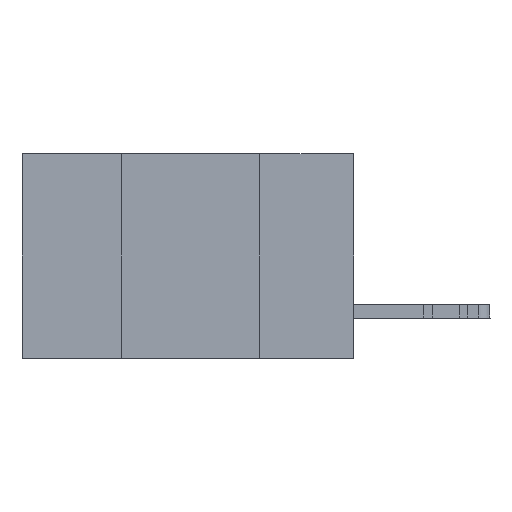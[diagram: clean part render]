
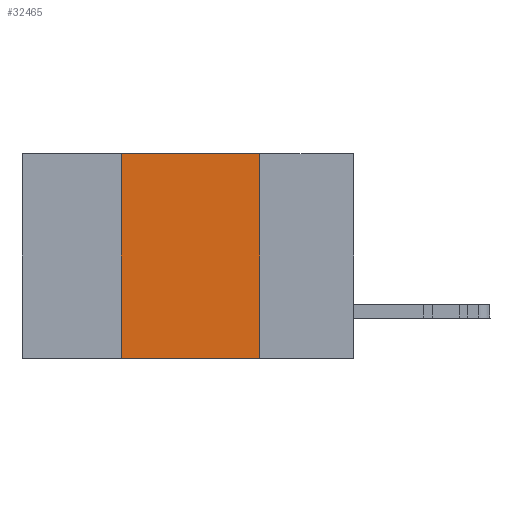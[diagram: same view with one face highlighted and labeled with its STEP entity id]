
A CAD part, left-side view. The second image highlights one B-rep face of the part: STEP entity #32465.
In plain terms, the highlighted planar face has unit normal (-1, 0, 0).
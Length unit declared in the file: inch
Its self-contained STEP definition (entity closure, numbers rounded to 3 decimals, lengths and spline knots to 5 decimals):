
#488 = CARTESIAN_POINT ( 'NONE',  ( 0., 0.17, 0. ) ) ;
#1023 = VERTEX_POINT ( 'NONE', #16343 ) ;
#2240 = ORIENTED_EDGE ( 'NONE', *, *, #20179, .F. ) ;
#4470 = EDGE_CURVE ( 'NONE', #1023, #16936, #26812, .T. ) ;
#7397 = CARTESIAN_POINT ( 'NONE',  ( 0., 0.42, 0. ) ) ;
#8295 = VECTOR ( 'NONE', #39610, 39.37008 ) ;
#9004 = PLANE ( 'NONE',  #10288 ) ;
#10288 = AXIS2_PLACEMENT_3D ( 'NONE', #24852, #11749, #25301 ) ;
#11749 = DIRECTION ( 'NONE',  ( 1., 0., 0. ) ) ;
#16343 = CARTESIAN_POINT ( 'NONE',  ( 0., 0.42, -0.37 ) ) ;
#16936 = VERTEX_POINT ( 'NONE', #21462 ) ;
#17191 = ORIENTED_EDGE ( 'NONE', *, *, #33221, .F. ) ;
#18123 = VERTEX_POINT ( 'NONE', #7397 ) ;
#19691 = DIRECTION ( 'NONE',  ( 0., 0., 1. ) ) ;
#20179 = EDGE_CURVE ( 'NONE', #1023, #18123, #38747, .T. ) ;
#20962 = EDGE_CURVE ( 'NONE', #24183, #16936, #25673, .T. ) ;
#21436 = FACE_OUTER_BOUND ( 'NONE', #41006, .T. ) ;
#21462 = CARTESIAN_POINT ( 'NONE',  ( 0., 0.17, -0.37 ) ) ;
#24183 = VERTEX_POINT ( 'NONE', #488 ) ;
#24852 = CARTESIAN_POINT ( 'NONE',  ( 0., 0.6, 0. ) ) ;
#25301 = DIRECTION ( 'NONE',  ( 0., 0., -1. ) ) ;
#25673 = LINE ( 'NONE', #30147, #42211 ) ;
#26232 = CARTESIAN_POINT ( 'NONE',  ( 0., 0.6, -0.37 ) ) ;
#26812 = LINE ( 'NONE', #26232, #8295 ) ;
#27279 = LINE ( 'NONE', #29374, #38653 ) ;
#27745 = ORIENTED_EDGE ( 'NONE', *, *, #4470, .T. ) ;
#29374 = CARTESIAN_POINT ( 'NONE',  ( 0., 0.6, 0. ) ) ;
#30147 = CARTESIAN_POINT ( 'NONE',  ( 0., 0.17, 0. ) ) ;
#32465 = ADVANCED_FACE ( 'NONE', ( #21436 ), #9004, .F. ) ;
#32839 = DIRECTION ( 'NONE',  ( 0., -1., 0. ) ) ;
#33221 = EDGE_CURVE ( 'NONE', #18123, #24183, #27279, .T. ) ;
#34337 = DIRECTION ( 'NONE',  ( 0., 0., -1. ) ) ;
#38336 = ORIENTED_EDGE ( 'NONE', *, *, #20962, .F. ) ;
#38653 = VECTOR ( 'NONE', #32839, 39.37008 ) ;
#38747 = LINE ( 'NONE', #39391, #39249 ) ;
#39249 = VECTOR ( 'NONE', #19691, 39.37008 ) ;
#39391 = CARTESIAN_POINT ( 'NONE',  ( 0., 0.42, 0. ) ) ;
#39610 = DIRECTION ( 'NONE',  ( 0., -1., 0. ) ) ;
#41006 = EDGE_LOOP ( 'NONE', ( #38336, #17191, #2240, #27745 ) ) ;
#42211 = VECTOR ( 'NONE', #34337, 39.37008 ) ;
